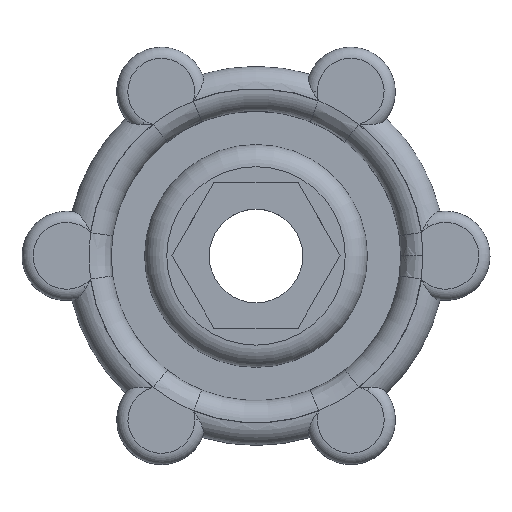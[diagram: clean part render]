
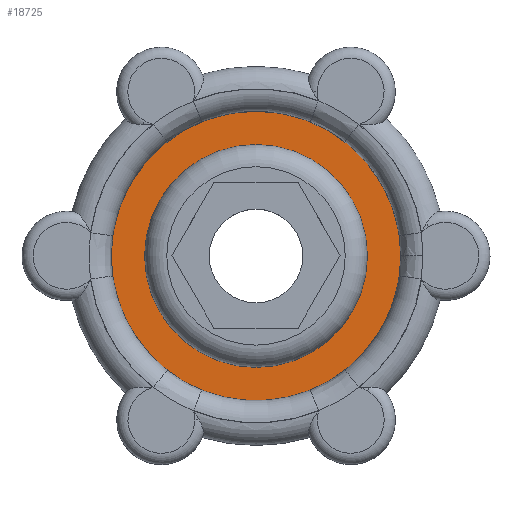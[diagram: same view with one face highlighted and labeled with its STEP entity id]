
A CAD part, top view. The second image highlights one B-rep face of the part: STEP entity #18725.
In plain terms, the highlighted planar face has unit normal (0, 0, 1).
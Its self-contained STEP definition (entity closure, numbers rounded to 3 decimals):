
#18321 = CYLINDRICAL_SURFACE('',#18322,10.);
#18322 = AXIS2_PLACEMENT_3D('',#18323,#18324,#18325);
#18323 = CARTESIAN_POINT('',(21.,18.73,0.));
#18324 = DIRECTION('',(0.,0.,1.));
#18325 = DIRECTION('',(1.,0.,0.));
#18636 = VERTEX_POINT('',#18637);
#18637 = CARTESIAN_POINT('',(31.,18.73,3.));
#18660 = EDGE_CURVE('',#18636,#18636,#18661,.T.);
#18661 = SURFACE_CURVE('',#18662,(#18667,#18674),.PCURVE_S1.);
#18662 = CIRCLE('',#18663,10.);
#18663 = AXIS2_PLACEMENT_3D('',#18664,#18665,#18666);
#18664 = CARTESIAN_POINT('',(21.,18.73,3.));
#18665 = DIRECTION('',(0.,0.,1.));
#18666 = DIRECTION('',(1.,0.,0.));
#18667 = PCURVE('',#18321,#18668);
#18668 = DEFINITIONAL_REPRESENTATION('',(#18669),#18673);
#18669 = LINE('',#18670,#18671);
#18670 = CARTESIAN_POINT('',(0.,3.));
#18671 = VECTOR('',#18672,1.);
#18672 = DIRECTION('',(1.,0.));
#18673 = ( GEOMETRIC_REPRESENTATION_CONTEXT(2) 
PARAMETRIC_REPRESENTATION_CONTEXT() REPRESENTATION_CONTEXT('2D SPACE',''
  ) );
#18674 = PCURVE('',#18675,#18680);
#18675 = PLANE('',#18676);
#18676 = AXIS2_PLACEMENT_3D('',#18677,#18678,#18679);
#18677 = CARTESIAN_POINT('',(21.,18.73,3.));
#18678 = DIRECTION('',(0.,0.,1.));
#18679 = DIRECTION('',(1.,0.,0.));
#18680 = DEFINITIONAL_REPRESENTATION('',(#18681),#18685);
#18681 = CIRCLE('',#18682,10.);
#18682 = AXIS2_PLACEMENT_2D('',#18683,#18684);
#18683 = CARTESIAN_POINT('',(0.,0.));
#18684 = DIRECTION('',(1.,0.));
#18685 = ( GEOMETRIC_REPRESENTATION_CONTEXT(2) 
PARAMETRIC_REPRESENTATION_CONTEXT() REPRESENTATION_CONTEXT('2D SPACE',''
  ) );
#18725 = ADVANCED_FACE('',(#18726,#18757),#18675,.T.);
#18726 = FACE_BOUND('',#18727,.T.);
#18727 = EDGE_LOOP('',(#18728));
#18728 = ORIENTED_EDGE('',*,*,#18729,.T.);
#18729 = EDGE_CURVE('',#18730,#18730,#18732,.T.);
#18730 = VERTEX_POINT('',#18731);
#18731 = CARTESIAN_POINT('',(34.,18.73,3.));
#18732 = SURFACE_CURVE('',#18733,(#18738,#18745),.PCURVE_S1.);
#18733 = CIRCLE('',#18734,13.);
#18734 = AXIS2_PLACEMENT_3D('',#18735,#18736,#18737);
#18735 = CARTESIAN_POINT('',(21.,18.73,3.));
#18736 = DIRECTION('',(0.,0.,1.));
#18737 = DIRECTION('',(1.,0.,0.));
#18738 = PCURVE('',#18675,#18739);
#18739 = DEFINITIONAL_REPRESENTATION('',(#18740),#18744);
#18740 = CIRCLE('',#18741,13.);
#18741 = AXIS2_PLACEMENT_2D('',#18742,#18743);
#18742 = CARTESIAN_POINT('',(0.,0.));
#18743 = DIRECTION('',(1.,0.));
#18744 = ( GEOMETRIC_REPRESENTATION_CONTEXT(2) 
PARAMETRIC_REPRESENTATION_CONTEXT() REPRESENTATION_CONTEXT('2D SPACE',''
  ) );
#18745 = PCURVE('',#18746,#18751);
#18746 = CYLINDRICAL_SURFACE('',#18747,13.);
#18747 = AXIS2_PLACEMENT_3D('',#18748,#18749,#18750);
#18748 = CARTESIAN_POINT('',(21.,18.73,0.));
#18749 = DIRECTION('',(0.,0.,1.));
#18750 = DIRECTION('',(1.,0.,0.));
#18751 = DEFINITIONAL_REPRESENTATION('',(#18752),#18756);
#18752 = LINE('',#18753,#18754);
#18753 = CARTESIAN_POINT('',(0.,3.));
#18754 = VECTOR('',#18755,1.);
#18755 = DIRECTION('',(1.,0.));
#18756 = ( GEOMETRIC_REPRESENTATION_CONTEXT(2) 
PARAMETRIC_REPRESENTATION_CONTEXT() REPRESENTATION_CONTEXT('2D SPACE',''
  ) );
#18757 = FACE_BOUND('',#18758,.T.);
#18758 = EDGE_LOOP('',(#18759));
#18759 = ORIENTED_EDGE('',*,*,#18660,.F.);
